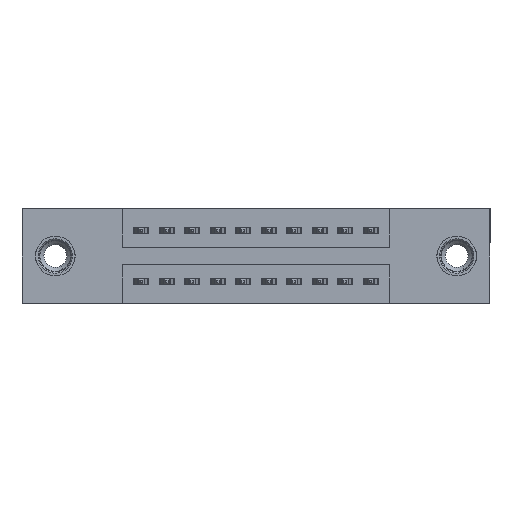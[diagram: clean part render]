
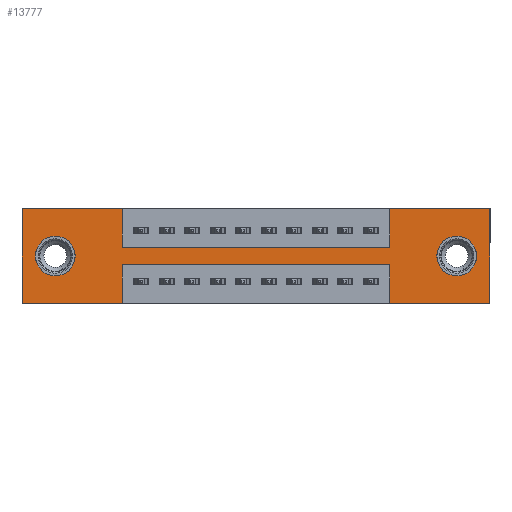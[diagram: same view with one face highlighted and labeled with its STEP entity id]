
A CAD part, front view. The second image highlights one B-rep face of the part: STEP entity #13777.
In plain terms, the highlighted planar face has unit normal (0, -1, 0).
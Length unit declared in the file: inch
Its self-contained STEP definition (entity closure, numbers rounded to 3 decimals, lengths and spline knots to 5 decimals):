
#205 = CARTESIAN_POINT ( 'NONE',  ( 1.835, 0., -0.37 ) ) ;
#273 = CARTESIAN_POINT ( 'NONE',  ( 0.3925, 0., -0.37 ) ) ;
#291 = VECTOR ( 'NONE', #11525, 39.37008 ) ;
#495 = AXIS2_PLACEMENT_3D ( 'NONE', #9088, #1287, #10391 ) ;
#708 = VERTEX_POINT ( 'NONE', #3256 ) ;
#829 = EDGE_CURVE ( 'NONE', #4121, #4510, #14207, .T. ) ;
#1269 = CARTESIAN_POINT ( 'NONE',  ( 1.705, 0., -0.263 ) ) ;
#1287 = DIRECTION ( 'NONE',  ( 0., -1., 0. ) ) ;
#1329 = DIRECTION ( 'NONE',  ( 0., 1., 0. ) ) ;
#1528 = LINE ( 'NONE', #15375, #8083 ) ;
#1637 = LINE ( 'NONE', #16389, #15517 ) ;
#1827 = ORIENTED_EDGE ( 'NONE', *, *, #11279, .F. ) ;
#2192 = ORIENTED_EDGE ( 'NONE', *, *, #7043, .T. ) ;
#2338 = EDGE_CURVE ( 'NONE', #8269, #6255, #15974, .T. ) ;
#2648 = LINE ( 'NONE', #15244, #9177 ) ;
#2771 = CARTESIAN_POINT ( 'NONE',  ( 1.4425, 0., 0. ) ) ;
#2870 = ORIENTED_EDGE ( 'NONE', *, *, #9130, .F. ) ;
#3003 = DIRECTION ( 'NONE',  ( 0., 1., 0. ) ) ;
#3104 = DIRECTION ( 'NONE',  ( 0., 0., -1. ) ) ;
#3141 = CARTESIAN_POINT ( 'NONE',  ( 0.3925, 0., -0.22 ) ) ;
#3150 = VECTOR ( 'NONE', #10710, 39.37008 ) ;
#3256 = CARTESIAN_POINT ( 'NONE',  ( 0.3925, 0., -0.37 ) ) ;
#3309 = CARTESIAN_POINT ( 'NONE',  ( 0.13, 0., -0.185 ) ) ;
#3408 = CARTESIAN_POINT ( 'NONE',  ( 1.835, 0., 0. ) ) ;
#3568 = LINE ( 'NONE', #12209, #13562 ) ;
#3650 = ORIENTED_EDGE ( 'NONE', *, *, #829, .F. ) ;
#3705 = LINE ( 'NONE', #6666, #13694 ) ;
#3771 = EDGE_LOOP ( 'NONE', ( #15232, #11405 ) ) ;
#3786 = VERTEX_POINT ( 'NONE', #7092 ) ;
#3905 = EDGE_CURVE ( 'NONE', #4510, #6412, #1637, .T. ) ;
#4062 = CARTESIAN_POINT ( 'NONE',  ( 1.705, 0., -0.185 ) ) ;
#4071 = CARTESIAN_POINT ( 'NONE',  ( 0., 0., 0. ) ) ;
#4121 = VERTEX_POINT ( 'NONE', #11566 ) ;
#4171 = VERTEX_POINT ( 'NONE', #1269 ) ;
#4230 = CARTESIAN_POINT ( 'NONE',  ( 0., 0., -0.37 ) ) ;
#4267 = EDGE_CURVE ( 'NONE', #6255, #4121, #3705, .T. ) ;
#4394 = AXIS2_PLACEMENT_3D ( 'NONE', #4062, #13138, #5382 ) ;
#4510 = VERTEX_POINT ( 'NONE', #15727 ) ;
#4537 = EDGE_LOOP ( 'NONE', ( #2192, #16066 ) ) ;
#4595 = ORIENTED_EDGE ( 'NONE', *, *, #3905, .F. ) ;
#4635 = DIRECTION ( 'NONE',  ( 0., 0., 1. ) ) ;
#4779 = DIRECTION ( 'NONE',  ( 0., 0., 1. ) ) ;
#4849 = CARTESIAN_POINT ( 'NONE',  ( 0., 0., 0. ) ) ;
#5153 = FACE_BOUND ( 'NONE', #4537, .T. ) ;
#5382 = DIRECTION ( 'NONE',  ( 0., 0., -1. ) ) ;
#5559 = DIRECTION ( 'NONE',  ( -1., 0., 0. ) ) ;
#5655 = EDGE_CURVE ( 'NONE', #3786, #11897, #15495, .T. ) ;
#5673 = CIRCLE ( 'NONE', #4394, 0.078 ) ;
#6255 = VERTEX_POINT ( 'NONE', #7821 ) ;
#6278 = DIRECTION ( 'NONE',  ( -1., 0., 0. ) ) ;
#6307 = VERTEX_POINT ( 'NONE', #6633 ) ;
#6412 = VERTEX_POINT ( 'NONE', #2771 ) ;
#6427 = VECTOR ( 'NONE', #13948, 39.37008 ) ;
#6518 = PLANE ( 'NONE',  #495 ) ;
#6633 = CARTESIAN_POINT ( 'NONE',  ( 1.705, 0., -0.107 ) ) ;
#6636 = LINE ( 'NONE', #273, #3150 ) ;
#6666 = CARTESIAN_POINT ( 'NONE',  ( 0.3925, 0., 0. ) ) ;
#7043 = EDGE_CURVE ( 'NONE', #12252, #13445, #16664, .T. ) ;
#7092 = CARTESIAN_POINT ( 'NONE',  ( 1.4425, 0., -0.22 ) ) ;
#7110 = ORIENTED_EDGE ( 'NONE', *, *, #2338, .F. ) ;
#7222 = EDGE_CURVE ( 'NONE', #708, #12798, #2648, .T. ) ;
#7318 = DIRECTION ( 'NONE',  ( 0., 0., 1. ) ) ;
#7782 = VERTEX_POINT ( 'NONE', #205 ) ;
#7821 = CARTESIAN_POINT ( 'NONE',  ( 0.3925, 0., 0. ) ) ;
#7866 = VECTOR ( 'NONE', #5559, 39.37008 ) ;
#7908 = CIRCLE ( 'NONE', #7975, 0.078 ) ;
#7975 = AXIS2_PLACEMENT_3D ( 'NONE', #3309, #12416, #4635 ) ;
#8062 = ORIENTED_EDGE ( 'NONE', *, *, #11238, .F. ) ;
#8076 = ORIENTED_EDGE ( 'NONE', *, *, #4267, .F. ) ;
#8083 = VECTOR ( 'NONE', #16739, 39.37008 ) ;
#8199 = FACE_OUTER_BOUND ( 'NONE', #8530, .T. ) ;
#8269 = VERTEX_POINT ( 'NONE', #4071 ) ;
#8321 = ORIENTED_EDGE ( 'NONE', *, *, #5655, .F. ) ;
#8530 = EDGE_LOOP ( 'NONE', ( #8062, #8321, #13275, #10401, #1827, #11878, #4595, #3650, #8076, #7110, #2870, #14037 ) ) ;
#8567 = VECTOR ( 'NONE', #6278, 39.37008 ) ;
#9088 = CARTESIAN_POINT ( 'NONE',  ( 0., 0., -0.37 ) ) ;
#9109 = VECTOR ( 'NONE', #4779, 39.37008 ) ;
#9130 = EDGE_CURVE ( 'NONE', #12798, #8269, #13414, .T. ) ;
#9136 = CARTESIAN_POINT ( 'NONE',  ( 0.13, 0., -0.185 ) ) ;
#9177 = VECTOR ( 'NONE', #16547, 39.37008 ) ;
#9242 = DIRECTION ( 'NONE',  ( 0., 0., -1. ) ) ;
#9595 = AXIS2_PLACEMENT_3D ( 'NONE', #10779, #3003, #12108 ) ;
#9797 = AXIS2_PLACEMENT_3D ( 'NONE', #9136, #1329, #10438 ) ;
#10080 = LINE ( 'NONE', #12023, #13570 ) ;
#10391 = DIRECTION ( 'NONE',  ( 0., 0., -1. ) ) ;
#10401 = ORIENTED_EDGE ( 'NONE', *, *, #10663, .F. ) ;
#10421 = EDGE_CURVE ( 'NONE', #6412, #12713, #1528, .T. ) ;
#10438 = DIRECTION ( 'NONE',  ( 0., 0., 1. ) ) ;
#10663 = EDGE_CURVE ( 'NONE', #7782, #14592, #11287, .T. ) ;
#10710 = DIRECTION ( 'NONE',  ( 0., 0., -1. ) ) ;
#10779 = CARTESIAN_POINT ( 'NONE',  ( 1.705, 0., -0.185 ) ) ;
#10789 = CARTESIAN_POINT ( 'NONE',  ( 0.13, 0., -0.263 ) ) ;
#10885 = CIRCLE ( 'NONE', #9595, 0.078 ) ;
#11215 = CARTESIAN_POINT ( 'NONE',  ( 0., 0., 0. ) ) ;
#11238 = EDGE_CURVE ( 'NONE', #11897, #708, #6636, .T. ) ;
#11279 = EDGE_CURVE ( 'NONE', #12713, #7782, #3568, .T. ) ;
#11287 = LINE ( 'NONE', #4230, #7866 ) ;
#11405 = ORIENTED_EDGE ( 'NONE', *, *, #16303, .T. ) ;
#11525 = DIRECTION ( 'NONE',  ( 1., 0., 0. ) ) ;
#11566 = CARTESIAN_POINT ( 'NONE',  ( 0.3925, 0., -0.15 ) ) ;
#11613 = FACE_BOUND ( 'NONE', #3771, .T. ) ;
#11878 = ORIENTED_EDGE ( 'NONE', *, *, #10421, .F. ) ;
#11897 = VERTEX_POINT ( 'NONE', #3141 ) ;
#12023 = CARTESIAN_POINT ( 'NONE',  ( 1.4425, 0., -0.37 ) ) ;
#12108 = DIRECTION ( 'NONE',  ( 0., 0., -1. ) ) ;
#12209 = CARTESIAN_POINT ( 'NONE',  ( 1.835, 0., 0. ) ) ;
#12252 = VERTEX_POINT ( 'NONE', #16803 ) ;
#12255 = CARTESIAN_POINT ( 'NONE',  ( 0., 0., -0.37 ) ) ;
#12416 = DIRECTION ( 'NONE',  ( 0., 1., 0. ) ) ;
#12713 = VERTEX_POINT ( 'NONE', #3408 ) ;
#12798 = VERTEX_POINT ( 'NONE', #12255 ) ;
#13138 = DIRECTION ( 'NONE',  ( 0., 1., 0. ) ) ;
#13241 = DIRECTION ( 'NONE',  ( 0., 0., 1. ) ) ;
#13275 = ORIENTED_EDGE ( 'NONE', *, *, #16865, .F. ) ;
#13414 = LINE ( 'NONE', #11215, #9109 ) ;
#13445 = VERTEX_POINT ( 'NONE', #10789 ) ;
#13562 = VECTOR ( 'NONE', #3104, 39.37008 ) ;
#13570 = VECTOR ( 'NONE', #13241, 39.37008 ) ;
#13595 = CARTESIAN_POINT ( 'NONE',  ( 1.4425, 0., -0.37 ) ) ;
#13694 = VECTOR ( 'NONE', #9242, 39.37008 ) ;
#13777 = ADVANCED_FACE ( 'NONE', ( #11613, #5153, #8199 ), #6518, .T. ) ;
#13948 = DIRECTION ( 'NONE',  ( 1., 0., 0. ) ) ;
#14037 = ORIENTED_EDGE ( 'NONE', *, *, #7222, .F. ) ;
#14056 = CARTESIAN_POINT ( 'NONE',  ( 0.3925, 0., -0.22 ) ) ;
#14207 = LINE ( 'NONE', #15420, #291 ) ;
#14592 = VERTEX_POINT ( 'NONE', #13595 ) ;
#15232 = ORIENTED_EDGE ( 'NONE', *, *, #16157, .T. ) ;
#15244 = CARTESIAN_POINT ( 'NONE',  ( 0., 0., -0.37 ) ) ;
#15287 = EDGE_CURVE ( 'NONE', #13445, #12252, #7908, .T. ) ;
#15375 = CARTESIAN_POINT ( 'NONE',  ( 0., 0., 0. ) ) ;
#15420 = CARTESIAN_POINT ( 'NONE',  ( 0.3925, 0., -0.15 ) ) ;
#15495 = LINE ( 'NONE', #14056, #8567 ) ;
#15517 = VECTOR ( 'NONE', #7318, 39.37008 ) ;
#15727 = CARTESIAN_POINT ( 'NONE',  ( 1.4425, 0., -0.15 ) ) ;
#15974 = LINE ( 'NONE', #4849, #6427 ) ;
#16066 = ORIENTED_EDGE ( 'NONE', *, *, #15287, .T. ) ;
#16157 = EDGE_CURVE ( 'NONE', #6307, #4171, #5673, .T. ) ;
#16303 = EDGE_CURVE ( 'NONE', #4171, #6307, #10885, .T. ) ;
#16389 = CARTESIAN_POINT ( 'NONE',  ( 1.4425, 0., 0. ) ) ;
#16547 = DIRECTION ( 'NONE',  ( -1., 0., 0. ) ) ;
#16664 = CIRCLE ( 'NONE', #9797, 0.078 ) ;
#16739 = DIRECTION ( 'NONE',  ( 1., 0., 0. ) ) ;
#16803 = CARTESIAN_POINT ( 'NONE',  ( 0.13, 0., -0.107 ) ) ;
#16865 = EDGE_CURVE ( 'NONE', #14592, #3786, #10080, .T. ) ;
